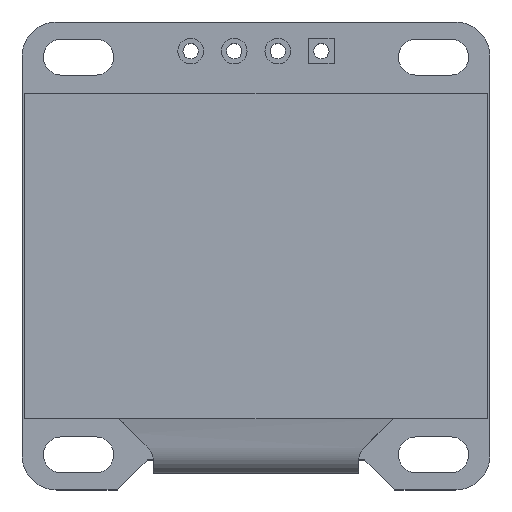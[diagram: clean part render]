
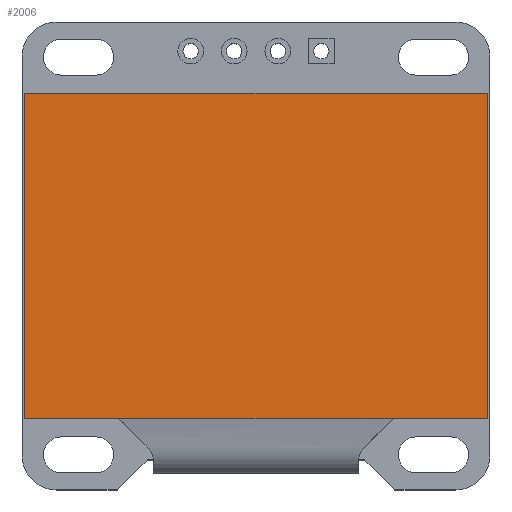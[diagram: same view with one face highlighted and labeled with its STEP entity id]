
A CAD part, top view. The second image highlights one B-rep face of the part: STEP entity #2006.
In plain terms, the highlighted planar face has unit normal (0, 0, 1).
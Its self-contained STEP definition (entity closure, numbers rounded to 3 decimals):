
#1052 = VERTEX_POINT('',#1053);
#1053 = CARTESIAN_POINT('',(-8.,-21.6,11.));
#1059 = EDGE_CURVE('',#1060,#1052,#1062,.T.);
#1060 = VERTEX_POINT('',#1061);
#1061 = CARTESIAN_POINT('',(-13.5,-21.6,11.));
#1062 = LINE('',#1063,#1064);
#1063 = CARTESIAN_POINT('',(-13.5,-21.6,11.));
#1064 = VECTOR('',#1065,1.);
#1065 = DIRECTION('',(1.,0.,0.));
#1916 = VERTEX_POINT('',#1917);
#1917 = CARTESIAN_POINT('',(13.5,-2.6,11.));
#1923 = EDGE_CURVE('',#1924,#1916,#1926,.T.);
#1924 = VERTEX_POINT('',#1925);
#1925 = CARTESIAN_POINT('',(13.5,-21.6,11.));
#1926 = LINE('',#1927,#1928);
#1927 = CARTESIAN_POINT('',(13.5,-21.6,11.));
#1928 = VECTOR('',#1929,1.);
#1929 = DIRECTION('',(0.,1.,0.));
#1947 = VERTEX_POINT('',#1948);
#1948 = CARTESIAN_POINT('',(-13.5,-2.6,11.));
#1954 = EDGE_CURVE('',#1916,#1947,#1955,.T.);
#1955 = LINE('',#1956,#1957);
#1956 = CARTESIAN_POINT('',(-13.5,-2.6,11.));
#1957 = VECTOR('',#1958,1.);
#1958 = DIRECTION('',(-1.,0.,-0.));
#1971 = EDGE_CURVE('',#1947,#1060,#1972,.T.);
#1972 = LINE('',#1973,#1974);
#1973 = CARTESIAN_POINT('',(-13.5,-21.6,11.));
#1974 = VECTOR('',#1975,1.);
#1975 = DIRECTION('',(0.,-1.,0.));
#1986 = EDGE_CURVE('',#1987,#1924,#1989,.T.);
#1987 = VERTEX_POINT('',#1988);
#1988 = CARTESIAN_POINT('',(8.,-21.6,11.));
#1989 = LINE('',#1990,#1991);
#1990 = CARTESIAN_POINT('',(-13.5,-21.6,11.));
#1991 = VECTOR('',#1992,1.);
#1992 = DIRECTION('',(1.,0.,0.));
#2006 = ADVANCED_FACE('',(#2007),#2020,.F.);
#2007 = FACE_BOUND('',#2008,.T.);
#2008 = EDGE_LOOP('',(#2009,#2010,#2011,#2012,#2013,#2019));
#2009 = ORIENTED_EDGE('',*,*,#1923,.T.);
#2010 = ORIENTED_EDGE('',*,*,#1954,.T.);
#2011 = ORIENTED_EDGE('',*,*,#1971,.T.);
#2012 = ORIENTED_EDGE('',*,*,#1059,.T.);
#2013 = ORIENTED_EDGE('',*,*,#2014,.T.);
#2014 = EDGE_CURVE('',#1052,#1987,#2015,.T.);
#2015 = LINE('',#2016,#2017);
#2016 = CARTESIAN_POINT('',(-6.,-21.6,11.));
#2017 = VECTOR('',#2018,1.);
#2018 = DIRECTION('',(1.,0.,0.));
#2019 = ORIENTED_EDGE('',*,*,#1986,.T.);
#2020 = PLANE('',#2021);
#2021 = AXIS2_PLACEMENT_3D('',#2022,#2023,#2024);
#2022 = CARTESIAN_POINT('',(0.,-12.1,11.));
#2023 = DIRECTION('',(0.,0.,-1.));
#2024 = DIRECTION('',(0.,1.,0.));
